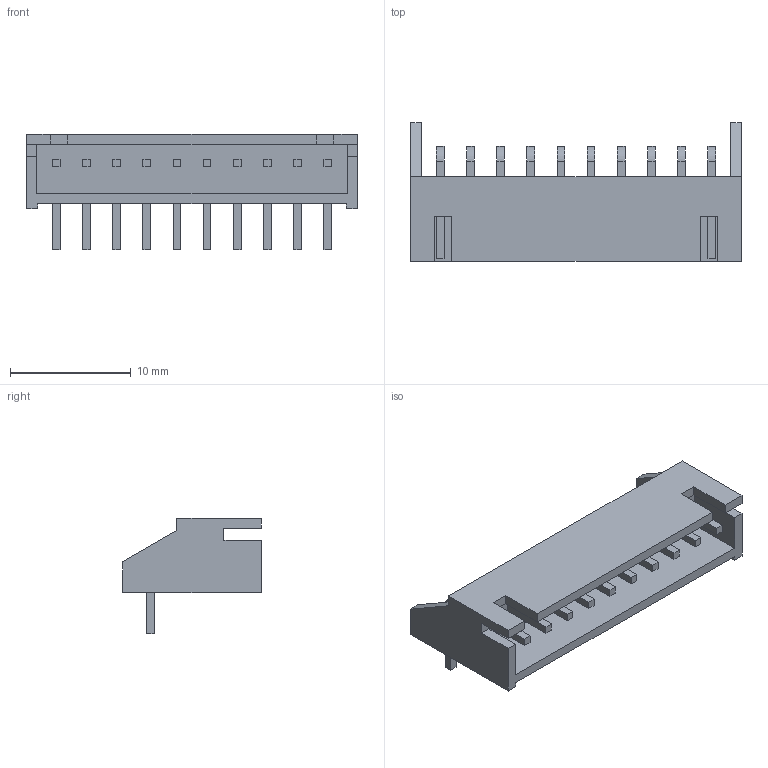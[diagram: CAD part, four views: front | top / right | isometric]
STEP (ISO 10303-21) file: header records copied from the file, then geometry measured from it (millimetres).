
FILE_DESCRIPTION(('FreeCAD Model'),'2;1');
FILE_NAME('JST_XH_S10B-XH-A_10x2.50mm_Angled.STEP','2016-03-20T22:59:45',('Author') ,(''),'Open CASCADE STEP processor 6.8','FreeCAD','Unknown');
FILE_SCHEMA(('AUTOMOTIVE_DESIGN_CC2 { 1 2 10303 214 -1 1 5 4 }'));
Length unit declared in the file: millimetre
Products named in the file (1): S10B-XH-A
Bounding box: 27.4 x 11.5 x 9.55 mm (x, y, z)
Volume: 684.9 mm3; surface area: 1488 mm2
Topology: 1 solids, 1 shells, 172 faces, 450 edges, 300 vertices
Faces by surface type: plane 152, cylinder 20
Entity records: 14101 total; most frequent: CARTESIAN_POINT 3863, DIRECTION 1636, LINE 1190, VECTOR 1190, ORIENTED_EDGE 900, PCURVE 900, DEFINITIONAL_REPRESENTATION 900, EDGE_CURVE 450
